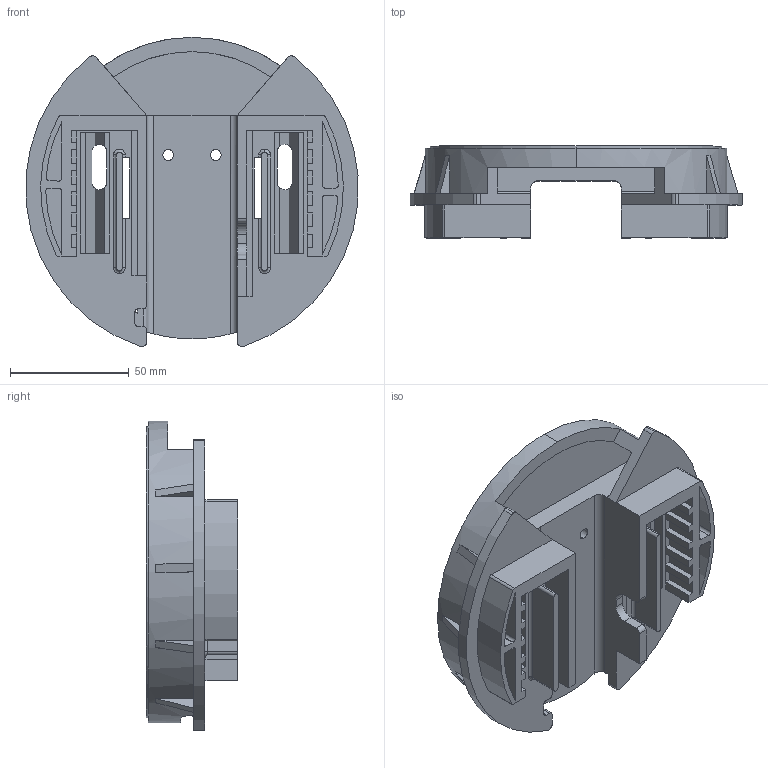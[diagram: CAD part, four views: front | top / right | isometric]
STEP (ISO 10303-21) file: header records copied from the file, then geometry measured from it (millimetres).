
FILE_DESCRIPTION (( 'STEP AP203' ), '1' );
FILE_NAME ('eNSR_cap.3.STEP', '2017-09-28T22:39:03', ( '' ), ( '' ), 'SwSTEP 2.0', 'SolidWorks 2016', '' );
FILE_SCHEMA (( 'CONFIG_CONTROL_DESIGN' ));
Length unit declared in the file: inch
Products named in the file (1): eNSR_cap.3
Bounding box: 139.83 x 38.71 x 130.29 mm (x, y, z)
Volume: 170968.7 mm3; surface area: 70836.8 mm2
Topology: 1 solids, 1 shells, 301 faces, 835 edges, 533 vertices
Faces by surface type: plane 203, cylinder 82, torus 10, sphere 4, bspline 2
Entity records: 9832 total; most frequent: CARTESIAN_POINT 2078, ORIENTED_EDGE 1662, DIRECTION 1551, EDGE_CURVE 831, LINE 587, VECTOR 587, VERTEX_POINT 533, AXIS2_PLACEMENT_3D 482
